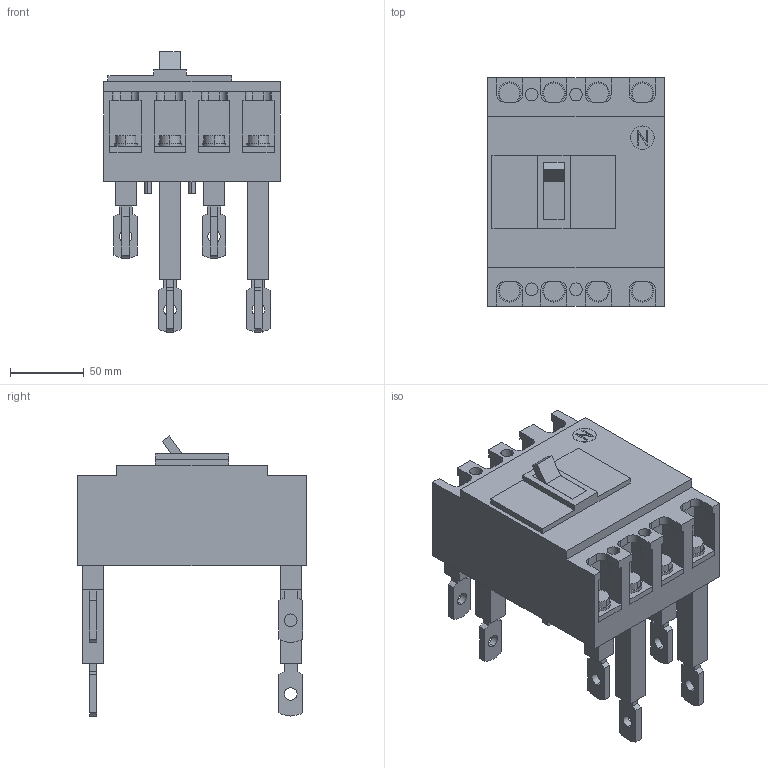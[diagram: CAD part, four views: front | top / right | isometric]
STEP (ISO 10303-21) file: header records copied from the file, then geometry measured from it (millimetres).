
FILE_DESCRIPTION(('CoCreate Modeling STEP Export'),'2;1');
FILE_NAME('Ｓ１００ＮＦ４Ｒ.stp','2012-03-23T15:27:20',(''),(''),'CoCreate Modeling STEP processor for AP214 (Solid Model)','CoCreate Modeling 17.0 01-Apr-2010 (C) Parametric Technology GmbH','');
FILE_SCHEMA(('AUTOMOTIVE_DESIGN { 1 0 10303 214 1 1 1 1 }'));
Length unit declared in the file: millimetre
Products named in the file (5): p1; p3.5; p2.2; p4.1; Ｓ１００ＮＦ４Ｒ
Assembly tree (21 placements, depth 2):
  Ｓ１００ＮＦ４Ｒ
    p4.1  x8
    p2.2  x4
    p3.5  x8
    p1
Bounding box: 120 x 155 x 190 mm (x, y, z)
Volume: 1211051.7 mm3; surface area: 150521.8 mm2
Topology: 21 solids, 21 shells, 478 faces, 1152 edges, 768 vertices
Faces by surface type: plane 300, cylinder 178
Entity records: 10545 total; most frequent: ORIENTED_EDGE 1728, CARTESIAN_POINT 1639, DIRECTION 1508, EDGE_CURVE 864, VECTOR 618, LINE 618, VERTEX_POINT 576, AXIS2_PLACEMENT_3D 445
